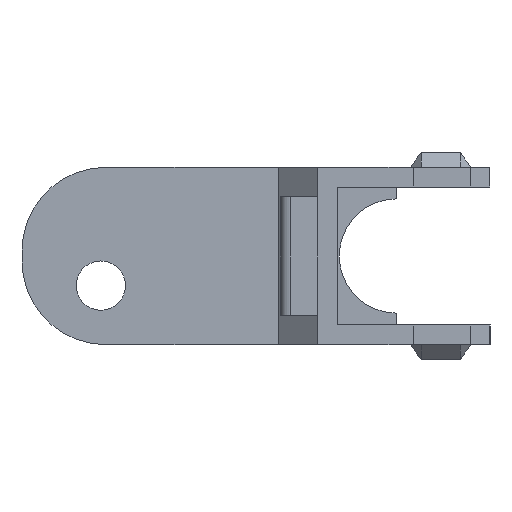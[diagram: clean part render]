
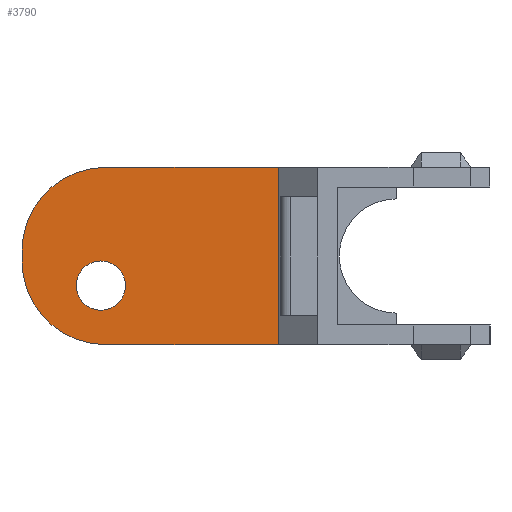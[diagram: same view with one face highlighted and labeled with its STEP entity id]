
A CAD part, left-side view. The second image highlights one B-rep face of the part: STEP entity #3790.
In plain terms, the highlighted planar face has unit normal (-1, 0, 0).
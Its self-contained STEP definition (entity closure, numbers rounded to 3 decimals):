
#41 = DIRECTION ( 'NONE',  ( 0., 0., 1. ) ) ;
#58 = VERTEX_POINT ( 'NONE', #8589 ) ;
#190 = DIRECTION ( 'NONE',  ( 0., 0., 1. ) ) ;
#286 = VERTEX_POINT ( 'NONE', #3485 ) ;
#314 = CARTESIAN_POINT ( 'NONE',  ( 187.4, 10.739, 10.428 ) ) ;
#359 = CARTESIAN_POINT ( 'NONE',  ( 187.4, 19.5, 11.928 ) ) ;
#577 = VECTOR ( 'NONE', #190, 1000. ) ;
#677 = ORIENTED_EDGE ( 'NONE', *, *, #6897, .F. ) ;
#726 = ORIENTED_EDGE ( 'NONE', *, *, #3519, .F. ) ;
#786 = DIRECTION ( 'NONE',  ( -1., 0., 0. ) ) ;
#820 = EDGE_CURVE ( 'NONE', #7100, #7664, #8478, .T. ) ;
#1087 = CIRCLE ( 'NONE', #7913, 4.25 ) ;
#1334 = AXIS2_PLACEMENT_3D ( 'NONE', #9009, #5572, #41 ) ;
#1457 = EDGE_CURVE ( 'NONE', #286, #4907, #3527, .T. ) ;
#1553 = DIRECTION ( 'NONE',  ( 0., 0., 1. ) ) ;
#1645 = VECTOR ( 'NONE', #5193, 1000. ) ;
#1759 = VERTEX_POINT ( 'NONE', #10389 ) ;
#1819 = ORIENTED_EDGE ( 'NONE', *, *, #10383, .T. ) ;
#1989 = DIRECTION ( 'NONE',  ( 1., 0., 0. ) ) ;
#2432 = CARTESIAN_POINT ( 'NONE',  ( 187.4, 23.75, 7.178 ) ) ;
#2481 = FACE_OUTER_BOUND ( 'NONE', #10520, .T. ) ;
#2825 = DIRECTION ( 'NONE',  ( 0., 0., -1. ) ) ;
#3364 = EDGE_CURVE ( 'NONE', #1759, #58, #5628, .T. ) ;
#3380 = CARTESIAN_POINT ( 'NONE',  ( 187.4, 19.5, 7.178 ) ) ;
#3437 = DIRECTION ( 'NONE',  ( -1., 0., 0. ) ) ;
#3485 = CARTESIAN_POINT ( 'NONE',  ( 187.4, 19.75, 4.678 ) ) ;
#3519 = EDGE_CURVE ( 'NONE', #6442, #7856, #9299, .T. ) ;
#3527 = CIRCLE ( 'NONE', #4862, 1.25 ) ;
#3576 = ORIENTED_EDGE ( 'NONE', *, *, #3364, .F. ) ;
#3790 = ADVANCED_FACE ( 'NONE', ( #7299, #2481 ), #6087, .T. ) ;
#4120 = DIRECTION ( 'NONE',  ( 0., 1., 0. ) ) ;
#4196 = ORIENTED_EDGE ( 'NONE', *, *, #1457, .F. ) ;
#4420 = ORIENTED_EDGE ( 'NONE', *, *, #5999, .F. ) ;
#4862 = AXIS2_PLACEMENT_3D ( 'NONE', #8807, #3437, #7876 ) ;
#4907 = VERTEX_POINT ( 'NONE', #5135 ) ;
#5135 = CARTESIAN_POINT ( 'NONE',  ( 187.4, 19.75, 7.178 ) ) ;
#5193 = DIRECTION ( 'NONE',  ( 0., 0., 1. ) ) ;
#5249 = DIRECTION ( 'NONE',  ( 1., 0., 0. ) ) ;
#5572 = DIRECTION ( 'NONE',  ( -1., 0., 0. ) ) ;
#5628 = LINE ( 'NONE', #9528, #6882 ) ;
#5999 = EDGE_CURVE ( 'NONE', #7856, #7100, #8037, .T. ) ;
#6071 = CARTESIAN_POINT ( 'NONE',  ( 187.4, 23.75, 7.678 ) ) ;
#6087 = PLANE ( 'NONE',  #9058 ) ;
#6128 = DIRECTION ( 'NONE',  ( 0., 0., 1. ) ) ;
#6442 = VERTEX_POINT ( 'NONE', #10096 ) ;
#6865 = ORIENTED_EDGE ( 'NONE', *, *, #820, .F. ) ;
#6882 = VECTOR ( 'NONE', #4120, 1000. ) ;
#6883 = DIRECTION ( 'NONE',  ( 0., -1., 0. ) ) ;
#6897 = EDGE_CURVE ( 'NONE', #4907, #286, #8750, .T. ) ;
#7021 = AXIS2_PLACEMENT_3D ( 'NONE', #8355, #1989, #2825 ) ;
#7100 = VERTEX_POINT ( 'NONE', #359 ) ;
#7174 = EDGE_CURVE ( 'NONE', #58, #6442, #1087, .T. ) ;
#7299 = FACE_BOUND ( 'NONE', #7388, .T. ) ;
#7388 = EDGE_LOOP ( 'NONE', ( #677, #4196 ) ) ;
#7664 = VERTEX_POINT ( 'NONE', #11084 ) ;
#7856 = VERTEX_POINT ( 'NONE', #6071 ) ;
#7876 = DIRECTION ( 'NONE',  ( 0., 0., 1. ) ) ;
#7913 = AXIS2_PLACEMENT_3D ( 'NONE', #11418, #5249, #1553 ) ;
#8037 = CIRCLE ( 'NONE', #7021, 4.25 ) ;
#8355 = CARTESIAN_POINT ( 'NONE',  ( 187.4, 19.5, 7.678 ) ) ;
#8478 = LINE ( 'NONE', #9547, #10897 ) ;
#8589 = CARTESIAN_POINT ( 'NONE',  ( 187.4, 19.5, 2.928 ) ) ;
#8750 = CIRCLE ( 'NONE', #1334, 1.25 ) ;
#8807 = CARTESIAN_POINT ( 'NONE',  ( 187.4, 19.75, 5.928 ) ) ;
#9009 = CARTESIAN_POINT ( 'NONE',  ( 187.4, 19.75, 5.928 ) ) ;
#9058 = AXIS2_PLACEMENT_3D ( 'NONE', #3380, #786, #6128 ) ;
#9299 = LINE ( 'NONE', #2432, #1645 ) ;
#9528 = CARTESIAN_POINT ( 'NONE',  ( 187.4, 19.5, 2.928 ) ) ;
#9547 = CARTESIAN_POINT ( 'NONE',  ( 187.4, 19.5, 11.928 ) ) ;
#10096 = CARTESIAN_POINT ( 'NONE',  ( 187.4, 23.75, 7.178 ) ) ;
#10220 = LINE ( 'NONE', #314, #577 ) ;
#10383 = EDGE_CURVE ( 'NONE', #1759, #7664, #10220, .T. ) ;
#10389 = CARTESIAN_POINT ( 'NONE',  ( 187.4, 10.739, 2.928 ) ) ;
#10520 = EDGE_LOOP ( 'NONE', ( #3576, #1819, #6865, #4420, #726, #11140 ) ) ;
#10897 = VECTOR ( 'NONE', #6883, 1000. ) ;
#11084 = CARTESIAN_POINT ( 'NONE',  ( 187.4, 10.739, 11.928 ) ) ;
#11140 = ORIENTED_EDGE ( 'NONE', *, *, #7174, .F. ) ;
#11418 = CARTESIAN_POINT ( 'NONE',  ( 187.4, 19.5, 7.178 ) ) ;
